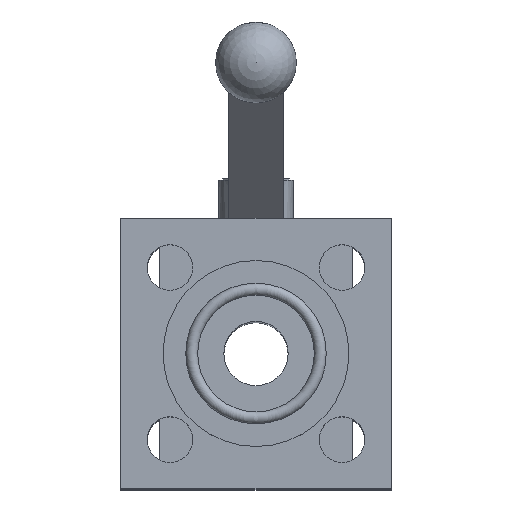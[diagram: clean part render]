
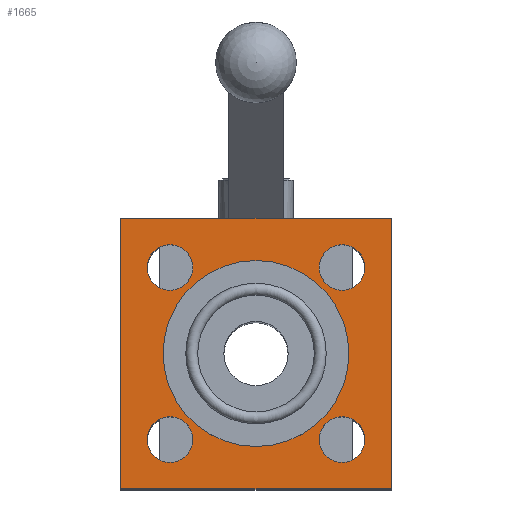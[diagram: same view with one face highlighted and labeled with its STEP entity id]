
A CAD part, top view. The second image highlights one B-rep face of the part: STEP entity #1665.
In plain terms, the highlighted planar face has unit normal (0, 0, 1).
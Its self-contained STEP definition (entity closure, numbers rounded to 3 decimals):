
#67=LINE('',#2270,#169);
#71=LINE('',#2279,#173);
#74=LINE('',#2285,#176);
#77=LINE('',#2311,#179);
#169=VECTOR('',#1932,1000.);
#173=VECTOR('',#1938,1000.);
#176=VECTOR('',#1943,1000.);
#179=VECTOR('',#1972,1000.);
#335=ORIENTED_EDGE('',*,*,#574,.T.);
#336=ORIENTED_EDGE('',*,*,#597,.F.);
#337=ORIENTED_EDGE('',*,*,#595,.F.);
#338=ORIENTED_EDGE('',*,*,#593,.F.);
#339=ORIENTED_EDGE('',*,*,#591,.F.);
#340=ORIENTED_EDGE('',*,*,#580,.T.);
#341=ORIENTED_EDGE('',*,*,#584,.T.);
#342=ORIENTED_EDGE('',*,*,#587,.T.);
#343=ORIENTED_EDGE('',*,*,#598,.T.);
#574=EDGE_CURVE('',#719,#719,#804,.F.);
#580=EDGE_CURVE('',#725,#726,#67,.T.);
#584=EDGE_CURVE('',#726,#729,#71,.T.);
#587=EDGE_CURVE('',#729,#731,#74,.T.);
#591=EDGE_CURVE('',#734,#734,#811,.T.);
#593=EDGE_CURVE('',#736,#736,#813,.T.);
#595=EDGE_CURVE('',#738,#738,#815,.T.);
#597=EDGE_CURVE('',#740,#740,#817,.T.);
#598=EDGE_CURVE('',#731,#725,#77,.T.);
#719=VERTEX_POINT('',#2250);
#725=VERTEX_POINT('',#2271);
#726=VERTEX_POINT('',#2272);
#729=VERTEX_POINT('',#2280);
#731=VERTEX_POINT('',#2286);
#734=VERTEX_POINT('',#2294);
#736=VERTEX_POINT('',#2299);
#738=VERTEX_POINT('',#2304);
#740=VERTEX_POINT('',#2309);
#804=CIRCLE('',#1738,27.5);
#811=CIRCLE('',#1757,6.75);
#813=CIRCLE('',#1760,6.75);
#815=CIRCLE('',#1763,6.75);
#817=CIRCLE('',#1766,6.75);
#888=EDGE_LOOP('',(#335));
#889=EDGE_LOOP('',(#336));
#890=EDGE_LOOP('',(#337));
#891=EDGE_LOOP('',(#338));
#892=EDGE_LOOP('',(#339));
#893=EDGE_LOOP('',(#340,#341,#342,#343));
#1012=FACE_BOUND('',#888,.T.);
#1013=FACE_BOUND('',#889,.T.);
#1014=FACE_BOUND('',#890,.T.);
#1015=FACE_BOUND('',#891,.T.);
#1016=FACE_BOUND('',#892,.T.);
#1017=FACE_BOUND('',#893,.T.);
#1094=PLANE('',#1769);
#1665=ADVANCED_FACE('',(#1012,#1013,#1014,#1015,#1016,#1017),#1094,.T.);
#1738=AXIS2_PLACEMENT_3D('',#2249,#1902,#1903);
#1757=AXIS2_PLACEMENT_3D('',#2293,#1950,#1951);
#1760=AXIS2_PLACEMENT_3D('',#2298,#1956,#1957);
#1763=AXIS2_PLACEMENT_3D('',#2303,#1962,#1963);
#1766=AXIS2_PLACEMENT_3D('',#2308,#1968,#1969);
#1769=AXIS2_PLACEMENT_3D('',#2314,#1976,#1977);
#1902=DIRECTION('',(0.,0.,1.));
#1903=DIRECTION('',(1.,0.,0.));
#1932=DIRECTION('',(0.,-1.,0.));
#1938=DIRECTION('',(1.,0.,0.));
#1943=DIRECTION('',(0.,1.,0.));
#1950=DIRECTION('',(0.,0.,1.));
#1951=DIRECTION('',(1.,0.,0.));
#1956=DIRECTION('',(0.,0.,1.));
#1957=DIRECTION('',(1.,0.,0.));
#1962=DIRECTION('',(0.,0.,1.));
#1963=DIRECTION('',(1.,0.,0.));
#1968=DIRECTION('',(0.,0.,1.));
#1969=DIRECTION('',(1.,0.,0.));
#1972=DIRECTION('',(-1.,0.,0.));
#1976=DIRECTION('',(0.,0.,1.));
#1977=DIRECTION('',(1.,0.,0.));
#2249=CARTESIAN_POINT('',(0.,0.,-4.48));
#2250=CARTESIAN_POINT('',(27.5,0.,-4.48));
#2270=CARTESIAN_POINT('',(-40.,40.,-4.48));
#2271=CARTESIAN_POINT('',(-40.,40.,-4.48));
#2272=CARTESIAN_POINT('',(-40.,-40.,-4.48));
#2279=CARTESIAN_POINT('',(-40.,-40.,-4.48));
#2280=CARTESIAN_POINT('',(40.,-40.,-4.48));
#2285=CARTESIAN_POINT('',(40.,-40.,-4.48));
#2286=CARTESIAN_POINT('',(40.,40.,-4.48));
#2293=CARTESIAN_POINT('',(25.456,25.456,-4.48));
#2294=CARTESIAN_POINT('',(32.206,25.456,-4.48));
#2298=CARTESIAN_POINT('',(25.456,-25.456,-4.48));
#2299=CARTESIAN_POINT('',(32.206,-25.456,-4.48));
#2303=CARTESIAN_POINT('',(-25.456,25.456,-4.48));
#2304=CARTESIAN_POINT('',(-18.706,25.456,-4.48));
#2308=CARTESIAN_POINT('',(-25.456,-25.456,-4.48));
#2309=CARTESIAN_POINT('',(-18.706,-25.456,-4.48));
#2311=CARTESIAN_POINT('',(40.,40.,-4.48));
#2314=CARTESIAN_POINT('',(0.,0.,-4.48));
